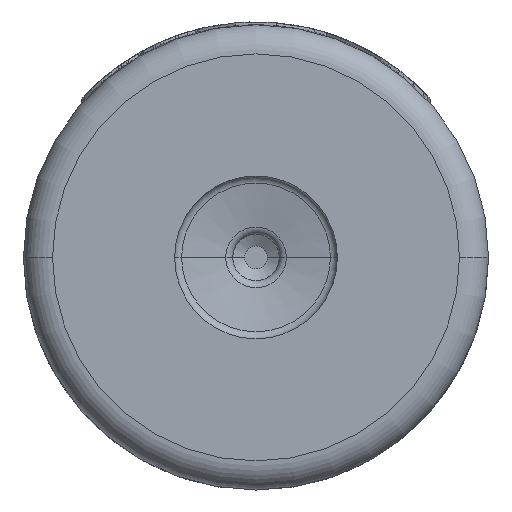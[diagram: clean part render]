
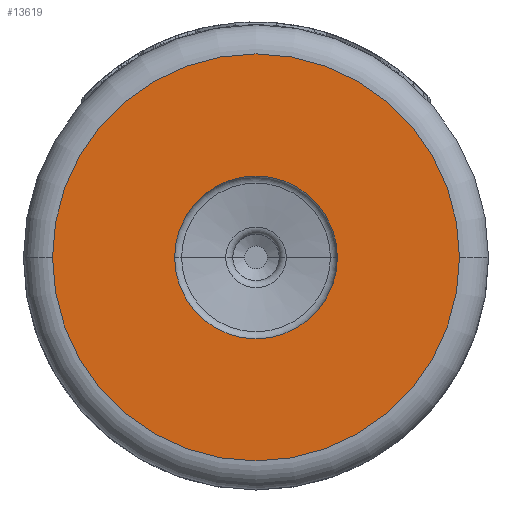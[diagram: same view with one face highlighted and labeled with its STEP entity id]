
A CAD part, front view. The second image highlights one B-rep face of the part: STEP entity #13619.
In plain terms, the highlighted planar face has unit normal (0, -1, 0).
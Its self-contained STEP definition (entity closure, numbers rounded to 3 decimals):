
#1923=CARTESIAN_POINT('',(0.,-4.,0.));
#1924=DIRECTION('',(0.,-1.,0.));
#1925=DIRECTION('',(-1.,0.,0.));
#1926=AXIS2_PLACEMENT_3D('',#1923,#1924,#1925);
#1938=CARTESIAN_POINT('',(0.,-4.,0.));
#1939=DIRECTION('',(0.,-1.,0.));
#1940=DIRECTION('',(-1.,0.,0.));
#1941=AXIS2_PLACEMENT_3D('',#1938,#1939,#1940);
#1943=CARTESIAN_POINT('',(0.,-4.,0.));
#1944=DIRECTION('',(0.,-1.,0.));
#1945=DIRECTION('',(1.,0.,0.));
#1946=AXIS2_PLACEMENT_3D('',#1943,#1944,#1945);
#1948=CARTESIAN_POINT('',(0.,-4.,0.));
#1949=DIRECTION('',(0.,-1.,0.));
#1950=DIRECTION('',(1.,0.,0.));
#1951=AXIS2_PLACEMENT_3D('',#1948,#1949,#1950);
#11581=CARTESIAN_POINT('',(-1.4,-4.,0.));
#11582=CARTESIAN_POINT('',(1.4,-4.,0.));
#11583=VERTEX_POINT('',#11581);
#11584=VERTEX_POINT('',#11582);
#11585=CARTESIAN_POINT('',(3.5,-4.,0.));
#11586=CARTESIAN_POINT('',(-3.5,-4.,0.));
#11587=VERTEX_POINT('',#11585);
#11588=VERTEX_POINT('',#11586);
#13603=CARTESIAN_POINT('',(0.,-4.,0.));
#13604=DIRECTION('',(0.,1.,0.));
#13605=DIRECTION('',(1.,0.,0.));
#13606=AXIS2_PLACEMENT_3D('',#13603,#13604,#13605);
#13607=PLANE('',#13606);
#13609=ORIENTED_EDGE('',*,*,#13608,.F.);
#13610=ORIENTED_EDGE('',*,*,#13593,.F.);
#13611=EDGE_LOOP('',(#13609,#13610));
#13612=FACE_OUTER_BOUND('',#13611,.F.);
#13614=ORIENTED_EDGE('',*,*,#13613,.T.);
#13616=ORIENTED_EDGE('',*,*,#13615,.T.);
#13617=EDGE_LOOP('',(#13614,#13616));
#13618=FACE_BOUND('',#13617,.F.);
#13619=ADVANCED_FACE('',(#13612,#13618),#13607,.F.);
#1927=CIRCLE('',#1926,3.5);
#1942=CIRCLE('',#1941,1.4);
#1947=CIRCLE('',#1946,1.4);
#1952=CIRCLE('',#1951,3.5);
#13593=EDGE_CURVE('',#11588,#11587,#1927,.T.);
#13608=EDGE_CURVE('',#11587,#11588,#1952,.T.);
#13613=EDGE_CURVE('',#11583,#11584,#1942,.T.);
#13615=EDGE_CURVE('',#11584,#11583,#1947,.T.);
